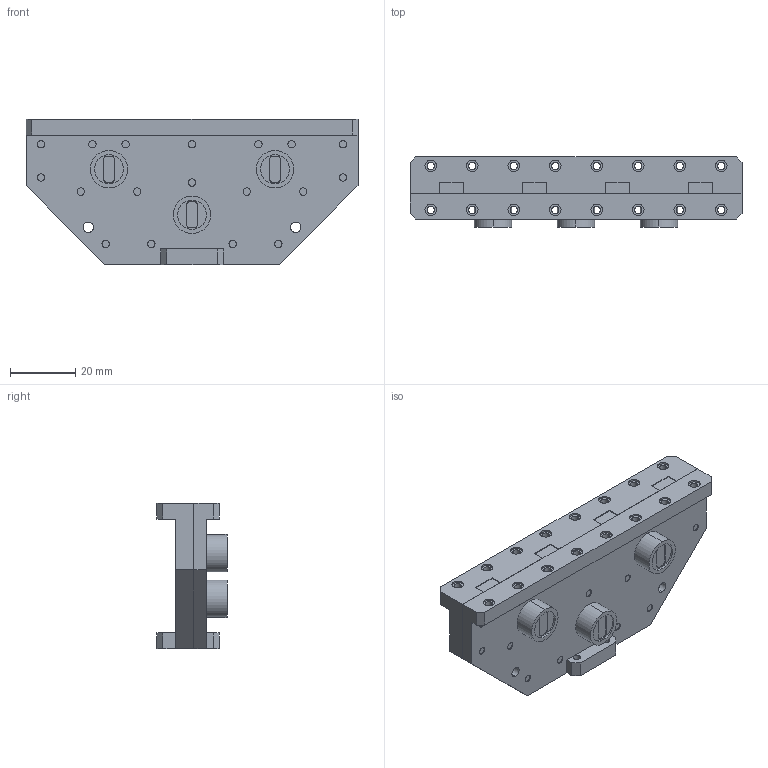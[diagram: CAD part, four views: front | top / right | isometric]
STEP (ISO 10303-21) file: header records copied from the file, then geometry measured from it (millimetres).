
FILE_DESCRIPTION (( 'STEP AP203' ), '1' );
FILE_NAME ('SWP-27335304-28-E1.STEP', '2019-06-12T22:08:45', ( '' ), ( '' ), 'SwSTEP 2.0', 'SolidWorks 2016', '' );
FILE_SCHEMA (( 'CONFIG_CONTROL_DESIGN' ));
Length unit declared in the file: inch
Products named in the file (1): SWP-27335304-28-E1
Bounding box: 101.6 x 21.46 x 44.45 mm (x, y, z)
Volume: 43414.3 mm3; surface area: 24015.8 mm2
Topology: 2 solids, 2 shells, 695 faces, 1482 edges, 892 vertices
Faces by surface type: plane 277, cylinder 220, cone 198
Entity records: 19265 total; most frequent: CARTESIAN_POINT 3844, DIRECTION 3386, ORIENTED_EDGE 2964, EDGE_CURVE 1482, AXIS2_PLACEMENT_3D 1334, VERTEX_POINT 892, EDGE_LOOP 844, VECTOR 718
